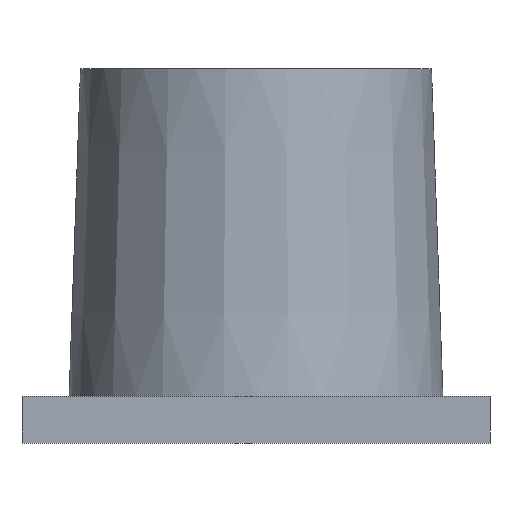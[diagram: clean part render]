
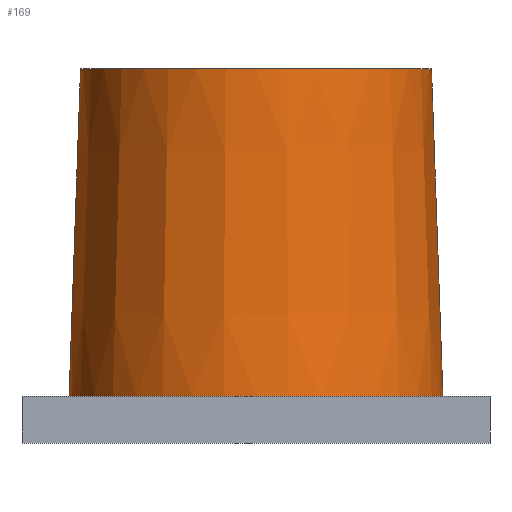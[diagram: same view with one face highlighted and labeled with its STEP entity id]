
A CAD part, front view. The second image highlights one B-rep face of the part: STEP entity #169.
In plain terms, the highlighted conical face has half-angle 2 degrees and reference radius 37.5 mm.
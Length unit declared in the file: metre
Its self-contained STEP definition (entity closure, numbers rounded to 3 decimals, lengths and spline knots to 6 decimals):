
#12=CONICAL_SURFACE('',#200,0.0375,0.035);
#73=ORIENTED_EDGE('',*,*,#92,.F.);
#74=ORIENTED_EDGE('',*,*,#79,.F.);
#79=EDGE_CURVE('',#97,#97,#111,.T.);
#92=EDGE_CURVE('',#106,#106,#112,.T.);
#97=VERTEX_POINT('',#266);
#106=VERTEX_POINT('',#293);
#111=CIRCLE('',#192,0.0375);
#112=CIRCLE('',#198,0.039944);
#129=EDGE_LOOP('',(#73));
#130=EDGE_LOOP('',(#74));
#147=FACE_BOUND('',#129,.T.);
#148=FACE_BOUND('',#130,.T.);
#169=ADVANCED_FACE('',(#147,#148),#12,.T.);
#192=AXIS2_PLACEMENT_3D('',#265,#221,#222);
#198=AXIS2_PLACEMENT_3D('',#292,#245,#246);
#200=AXIS2_PLACEMENT_3D('',#295,#249,#250);
#221=DIRECTION('',(0.,0.,1.));
#222=DIRECTION('',(1.,0.,0.));
#245=DIRECTION('',(0.,0.,-1.));
#246=DIRECTION('',(-1.,0.,0.));
#249=DIRECTION('',(0.,0.,-1.));
#250=DIRECTION('',(-1.,0.,0.));
#265=CARTESIAN_POINT('',(0.,0.,0.05));
#266=CARTESIAN_POINT('',(0.0375,0.,0.05));
#292=CARTESIAN_POINT('',(0.,0.,-0.02));
#293=CARTESIAN_POINT('',(-0.039944,0.,-0.02));
#295=CARTESIAN_POINT('',(0.,0.,0.05));
